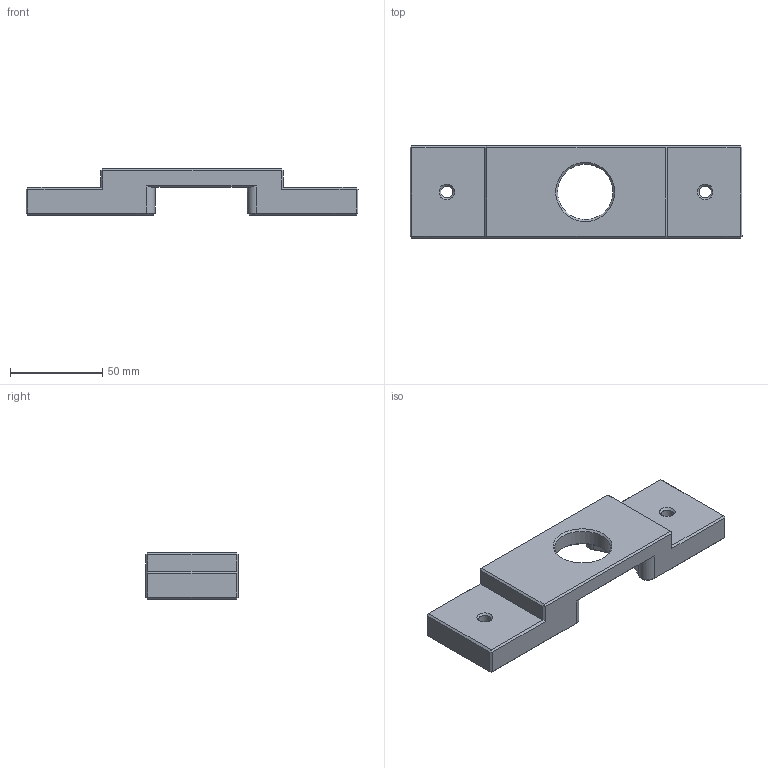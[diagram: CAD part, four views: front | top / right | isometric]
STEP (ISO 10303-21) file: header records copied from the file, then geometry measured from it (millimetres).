
FILE_DESCRIPTION(('FreeCAD Model'),'2;1');
FILE_NAME('Open CASCADE Shape Model','2024-03-27T16:31:20',(''),(''), 'Open CASCADE STEP processor 7.6','FreeCAD','Unknown');
FILE_SCHEMA(('AUTOMOTIVE_DESIGN { 1 0 10303 214 1 1 1 1 }'));
Length unit declared in the file: millimetre
Products named in the file (1): new carrier
Bounding box: 180 x 50 x 25 mm (x, y, z)
Volume: 132629.5 mm3; surface area: 27090.8 mm2
Topology: 1 solids, 1 shells, 102 faces, 233 edges, 135 vertices
Faces by surface type: plane 80, cone 13, cylinder 9
Full cylindrical faces by diameter (mm): 6.5 x2, 30 x1
Entity records: 2800 total; most frequent: DIRECTION 476, CARTESIAN_POINT 471, ORIENTED_EDGE 466, EDGE_CURVE 233, LINE 196, VECTOR 196, AXIS2_PLACEMENT_3D 140, VERTEX_POINT 135
